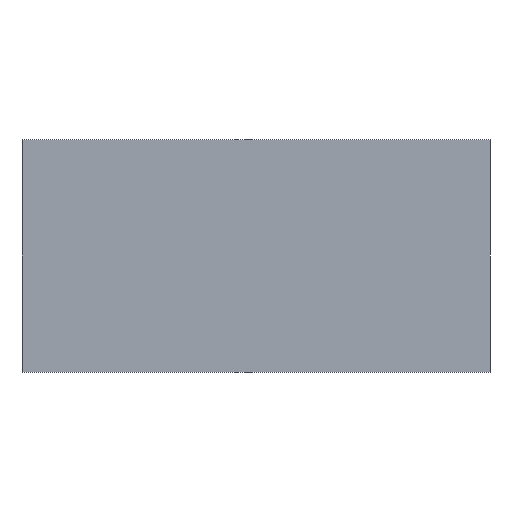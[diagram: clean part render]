
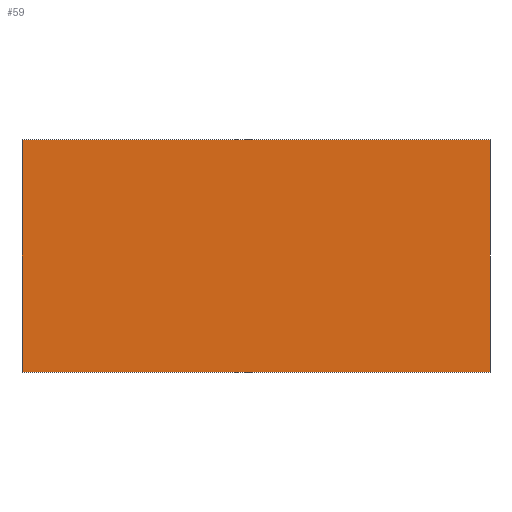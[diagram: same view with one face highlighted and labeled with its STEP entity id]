
A CAD part, front view. The second image highlights one B-rep face of the part: STEP entity #59.
In plain terms, the highlighted planar face has unit normal (0, -1, 0).
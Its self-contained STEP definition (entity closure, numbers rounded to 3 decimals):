
#20 = VERTEX_POINT ( 'NONE', #236 ) ;
#21 = VERTEX_POINT ( 'NONE', #202 ) ;
#29 = DIRECTION ( 'NONE',  ( 0., 0., 1. ) ) ;
#59 = ADVANCED_FACE ( 'NONE', ( #114 ), #185, .F. ) ;
#60 = DIRECTION ( 'NONE',  ( 0., 1., 0. ) ) ;
#76 = VERTEX_POINT ( 'NONE', #103 ) ;
#79 = EDGE_CURVE ( 'NONE', #76, #21, #172, .T. ) ;
#87 = AXIS2_PLACEMENT_3D ( 'NONE', #166, #60, #189 ) ;
#95 = ORIENTED_EDGE ( 'NONE', *, *, #79, .F. ) ;
#98 = CARTESIAN_POINT ( 'NONE',  ( -41.788, 0., -24.79 ) ) ;
#102 = EDGE_CURVE ( 'NONE', #21, #20, #138, .T. ) ;
#103 = CARTESIAN_POINT ( 'NONE',  ( -41.788, 0., 20.776 ) ) ;
#112 = EDGE_LOOP ( 'NONE', ( #132, #204, #205, #95 ) ) ;
#114 = FACE_OUTER_BOUND ( 'NONE', #112, .T. ) ;
#119 = VECTOR ( 'NONE', #207, 1000. ) ;
#122 = CARTESIAN_POINT ( 'NONE',  ( -41.788, 0., -24.79 ) ) ;
#132 = ORIENTED_EDGE ( 'NONE', *, *, #197, .F. ) ;
#134 = CARTESIAN_POINT ( 'NONE',  ( -41.788, 0., 20.776 ) ) ;
#135 = LINE ( 'NONE', #98, #119 ) ;
#138 = LINE ( 'NONE', #225, #211 ) ;
#139 = VECTOR ( 'NONE', #208, 1000. ) ;
#150 = VECTOR ( 'NONE', #29, 1000. ) ;
#166 = CARTESIAN_POINT ( 'NONE',  ( 0., 0., 0. ) ) ;
#170 = CARTESIAN_POINT ( 'NONE',  ( -41.788, 0., -24.79 ) ) ;
#171 = EDGE_CURVE ( 'NONE', #20, #222, #135, .T. ) ;
#172 = LINE ( 'NONE', #134, #139 ) ;
#185 = PLANE ( 'NONE',  #87 ) ;
#189 = DIRECTION ( 'NONE',  ( 0., 0., 1. ) ) ;
#195 = LINE ( 'NONE', #122, #150 ) ;
#197 = EDGE_CURVE ( 'NONE', #222, #76, #195, .T. ) ;
#202 = CARTESIAN_POINT ( 'NONE',  ( 49.815, 0., 20.776 ) ) ;
#204 = ORIENTED_EDGE ( 'NONE', *, *, #171, .F. ) ;
#205 = ORIENTED_EDGE ( 'NONE', *, *, #102, .F. ) ;
#207 = DIRECTION ( 'NONE',  ( -1., 0., 0. ) ) ;
#208 = DIRECTION ( 'NONE',  ( 1., 0., 0. ) ) ;
#211 = VECTOR ( 'NONE', #226, 1000. ) ;
#222 = VERTEX_POINT ( 'NONE', #170 ) ;
#225 = CARTESIAN_POINT ( 'NONE',  ( 49.815, 0., -24.79 ) ) ;
#226 = DIRECTION ( 'NONE',  ( 0., 0., -1. ) ) ;
#236 = CARTESIAN_POINT ( 'NONE',  ( 49.815, 0., -24.79 ) ) ;
